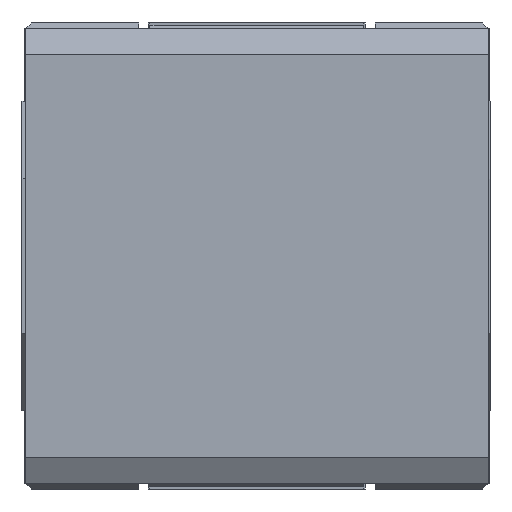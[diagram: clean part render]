
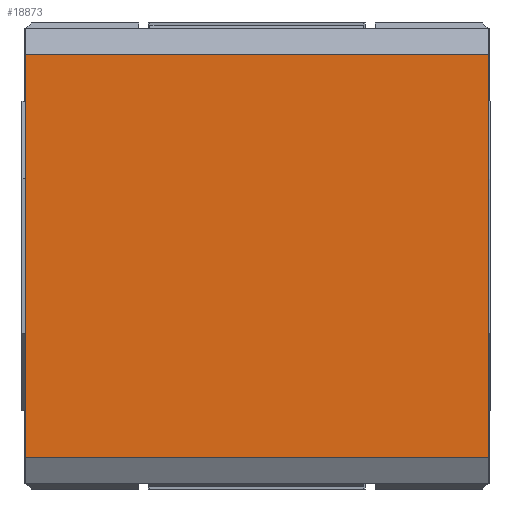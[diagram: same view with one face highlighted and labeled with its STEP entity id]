
A CAD part, front view. The second image highlights one B-rep face of the part: STEP entity #18873.
In plain terms, the highlighted planar face has unit normal (0, -1, 0).
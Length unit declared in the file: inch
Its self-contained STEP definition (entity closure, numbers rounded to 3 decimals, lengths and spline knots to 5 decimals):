
#727 = CARTESIAN_POINT ( 'NONE',  ( 1.19094, -1.27953, 1.03685 ) ) ;
#1436 = VERTEX_POINT ( 'NONE', #15484 ) ;
#2639 = DIRECTION ( 'NONE',  ( 0., 0., -1. ) ) ;
#2854 = VERTEX_POINT ( 'NONE', #15841 ) ;
#4849 = EDGE_LOOP ( 'NONE', ( #26981, #33344, #36234, #22566 ) ) ;
#6044 = VERTEX_POINT ( 'NONE', #30358 ) ;
#7204 = DIRECTION ( 'NONE',  ( 0., 0., -1. ) ) ;
#7521 = EDGE_CURVE ( 'NONE', #2854, #6044, #8856, .T. ) ;
#8232 = VECTOR ( 'NONE', #16969, 39.37008 ) ;
#8856 = LINE ( 'NONE', #29759, #11773 ) ;
#9610 = EDGE_CURVE ( 'NONE', #21577, #2854, #11440, .T. ) ;
#11440 = LINE ( 'NONE', #22485, #20644 ) ;
#11572 = EDGE_CURVE ( 'NONE', #1436, #6044, #31507, .T. ) ;
#11773 = VECTOR ( 'NONE', #2639, 39.37008 ) ;
#12546 = DIRECTION ( 'NONE',  ( 0., 0., 1. ) ) ;
#15484 = CARTESIAN_POINT ( 'NONE',  ( -1.19094, -1.27953, -1.03685 ) ) ;
#15841 = CARTESIAN_POINT ( 'NONE',  ( 1.19094, -1.27953, 1.03685 ) ) ;
#16668 = DIRECTION ( 'NONE',  ( 1., 0., 0. ) ) ;
#16969 = DIRECTION ( 'NONE',  ( 1., 0., 0. ) ) ;
#18174 = DIRECTION ( 'NONE',  ( 0., 1., 0. ) ) ;
#18873 = ADVANCED_FACE ( 'NONE', ( #32137 ), #23792, .F. ) ;
#20644 = VECTOR ( 'NONE', #16668, 39.37008 ) ;
#20806 = EDGE_CURVE ( 'NONE', #21577, #1436, #22095, .T. ) ;
#21577 = VERTEX_POINT ( 'NONE', #31832 ) ;
#22095 = LINE ( 'NONE', #36801, #28594 ) ;
#22485 = CARTESIAN_POINT ( 'NONE',  ( 1.19094, -1.27953, 1.03685 ) ) ;
#22566 = ORIENTED_EDGE ( 'NONE', *, *, #20806, .T. ) ;
#23792 = PLANE ( 'NONE',  #37220 ) ;
#26981 = ORIENTED_EDGE ( 'NONE', *, *, #11572, .T. ) ;
#28594 = VECTOR ( 'NONE', #7204, 39.37008 ) ;
#28599 = CARTESIAN_POINT ( 'NONE',  ( 1.19094, -1.27953, -1.03685 ) ) ;
#29759 = CARTESIAN_POINT ( 'NONE',  ( 1.19094, -1.27953, 0. ) ) ;
#30358 = CARTESIAN_POINT ( 'NONE',  ( 1.19094, -1.27953, -1.03685 ) ) ;
#31507 = LINE ( 'NONE', #28599, #8232 ) ;
#31832 = CARTESIAN_POINT ( 'NONE',  ( -1.19094, -1.27953, 1.03685 ) ) ;
#32137 = FACE_OUTER_BOUND ( 'NONE', #4849, .T. ) ;
#33344 = ORIENTED_EDGE ( 'NONE', *, *, #7521, .F. ) ;
#36234 = ORIENTED_EDGE ( 'NONE', *, *, #9610, .F. ) ;
#36801 = CARTESIAN_POINT ( 'NONE',  ( -1.19094, -1.27953, 0. ) ) ;
#37220 = AXIS2_PLACEMENT_3D ( 'NONE', #727, #18174, #12546 ) ;
